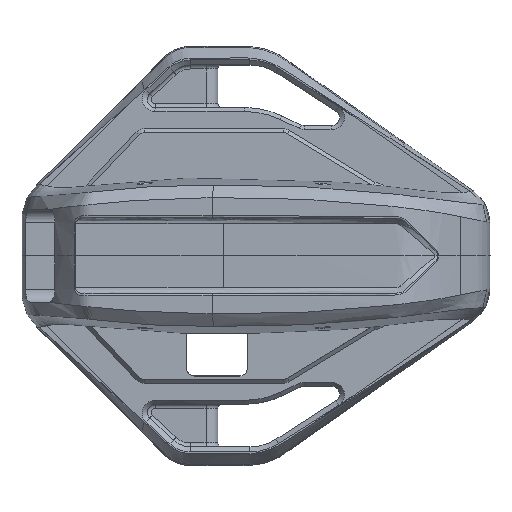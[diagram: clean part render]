
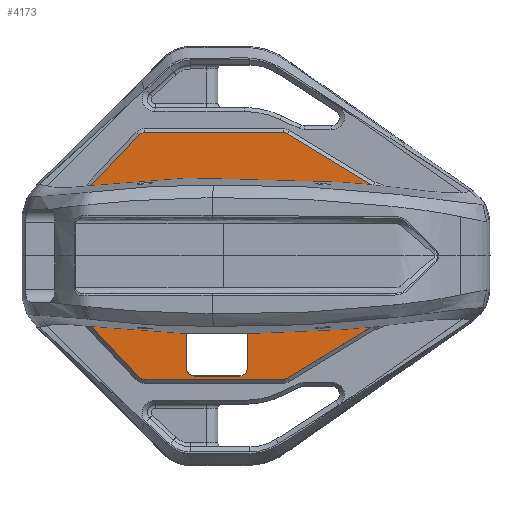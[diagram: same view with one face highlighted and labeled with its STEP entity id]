
A CAD part, top view. The second image highlights one B-rep face of the part: STEP entity #4173.
In plain terms, the highlighted planar face has unit normal (0, 0, -1).
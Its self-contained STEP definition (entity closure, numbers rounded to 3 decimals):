
#78=PLANE('',#4436);
#154=CIRCLE('',#4431,2.);
#155=CIRCLE('',#4434,2.);
#156=CIRCLE('',#4437,2.);
#157=CIRCLE('',#4438,2.);
#158=CIRCLE('',#4439,2.);
#159=CIRCLE('',#4440,2.);
#160=CIRCLE('',#4441,2.);
#161=CIRCLE('',#4442,2.);
#162=CIRCLE('',#4443,3.15);
#163=CIRCLE('',#4444,3.15);
#260=LINE('',#5931,#543);
#263=LINE('',#5969,#546);
#264=LINE('',#5972,#547);
#265=LINE('',#5974,#548);
#266=LINE('',#5978,#549);
#267=LINE('',#5982,#550);
#268=LINE('',#5986,#551);
#269=LINE('',#5990,#552);
#270=LINE('',#5994,#553);
#271=LINE('',#5998,#554);
#272=LINE('',#6000,#555);
#273=LINE('',#6004,#556);
#274=LINE('',#6006,#557);
#275=LINE('',#6010,#558);
#276=LINE('',#6011,#559);
#543=VECTOR('',#4704,10.);
#546=VECTOR('',#4713,10.);
#547=VECTOR('',#4716,10.);
#548=VECTOR('',#4717,10.);
#549=VECTOR('',#4720,10.);
#550=VECTOR('',#4723,10.);
#551=VECTOR('',#4726,10.);
#552=VECTOR('',#4729,10.);
#553=VECTOR('',#4732,10.);
#554=VECTOR('',#4735,10.);
#555=VECTOR('',#4736,10.);
#556=VECTOR('',#4739,10.);
#557=VECTOR('',#4740,10.);
#558=VECTOR('',#4743,10.);
#559=VECTOR('',#4744,10.);
#878=FACE_OUTER_BOUND('',#1129,.T.);
#1129=EDGE_LOOP('',(#2777,#2778,#2779,#2780,#2781,#2782,#2783,#2784,#2785,
#2786,#2787,#2788,#2789,#2790,#2791,#2792,#2793,#2794,#2795,#2796,#2797,
#2798,#2799,#2800,#2801));
#1675=VERTEX_POINT('',#5916);
#1676=VERTEX_POINT('',#5918);
#1678=VERTEX_POINT('',#5929);
#1680=VERTEX_POINT('',#5948);
#1683=VERTEX_POINT('',#5967);
#1684=VERTEX_POINT('',#5971);
#1685=VERTEX_POINT('',#5973);
#1686=VERTEX_POINT('',#5975);
#1687=VERTEX_POINT('',#5977);
#1688=VERTEX_POINT('',#5979);
#1689=VERTEX_POINT('',#5981);
#1690=VERTEX_POINT('',#5983);
#1691=VERTEX_POINT('',#5985);
#1692=VERTEX_POINT('',#5987);
#1693=VERTEX_POINT('',#5989);
#1694=VERTEX_POINT('',#5991);
#1695=VERTEX_POINT('',#5993);
#1696=VERTEX_POINT('',#5995);
#1697=VERTEX_POINT('',#5997);
#1698=VERTEX_POINT('',#5999);
#1699=VERTEX_POINT('',#6001);
#1700=VERTEX_POINT('',#6003);
#1701=VERTEX_POINT('',#6005);
#1702=VERTEX_POINT('',#6007);
#1703=VERTEX_POINT('',#6009);
#2095=EDGE_CURVE('',#1675,#1676,#154,.T.);
#2099=EDGE_CURVE('',#1675,#1678,#260,.T.);
#2102=EDGE_CURVE('',#1680,#1678,#155,.T.);
#2106=EDGE_CURVE('',#1680,#1683,#263,.T.);
#2107=EDGE_CURVE('',#1684,#1683,#264,.T.);
#2108=EDGE_CURVE('',#1685,#1684,#265,.T.);
#2109=EDGE_CURVE('',#1685,#1686,#156,.T.);
#2110=EDGE_CURVE('',#1687,#1686,#266,.T.);
#2111=EDGE_CURVE('',#1687,#1688,#157,.T.);
#2112=EDGE_CURVE('',#1689,#1688,#267,.T.);
#2113=EDGE_CURVE('',#1689,#1690,#158,.T.);
#2114=EDGE_CURVE('',#1691,#1690,#268,.T.);
#2115=EDGE_CURVE('',#1691,#1692,#159,.T.);
#2116=EDGE_CURVE('',#1693,#1692,#269,.T.);
#2117=EDGE_CURVE('',#1693,#1694,#160,.T.);
#2118=EDGE_CURVE('',#1695,#1694,#270,.T.);
#2119=EDGE_CURVE('',#1695,#1696,#161,.T.);
#2120=EDGE_CURVE('',#1697,#1696,#271,.T.);
#2121=EDGE_CURVE('',#1698,#1697,#272,.T.);
#2122=EDGE_CURVE('',#1699,#1698,#162,.T.);
#2123=EDGE_CURVE('',#1700,#1699,#273,.T.);
#2124=EDGE_CURVE('',#1701,#1700,#274,.T.);
#2125=EDGE_CURVE('',#1702,#1701,#163,.T.);
#2126=EDGE_CURVE('',#1703,#1702,#275,.T.);
#2127=EDGE_CURVE('',#1703,#1676,#276,.T.);
#2777=ORIENTED_EDGE('',*,*,#2106,.T.);
#2778=ORIENTED_EDGE('',*,*,#2107,.F.);
#2779=ORIENTED_EDGE('',*,*,#2108,.F.);
#2780=ORIENTED_EDGE('',*,*,#2109,.T.);
#2781=ORIENTED_EDGE('',*,*,#2110,.F.);
#2782=ORIENTED_EDGE('',*,*,#2111,.T.);
#2783=ORIENTED_EDGE('',*,*,#2112,.F.);
#2784=ORIENTED_EDGE('',*,*,#2113,.T.);
#2785=ORIENTED_EDGE('',*,*,#2114,.F.);
#2786=ORIENTED_EDGE('',*,*,#2115,.T.);
#2787=ORIENTED_EDGE('',*,*,#2116,.F.);
#2788=ORIENTED_EDGE('',*,*,#2117,.T.);
#2789=ORIENTED_EDGE('',*,*,#2118,.F.);
#2790=ORIENTED_EDGE('',*,*,#2119,.T.);
#2791=ORIENTED_EDGE('',*,*,#2120,.F.);
#2792=ORIENTED_EDGE('',*,*,#2121,.F.);
#2793=ORIENTED_EDGE('',*,*,#2122,.F.);
#2794=ORIENTED_EDGE('',*,*,#2123,.F.);
#2795=ORIENTED_EDGE('',*,*,#2124,.F.);
#2796=ORIENTED_EDGE('',*,*,#2125,.F.);
#2797=ORIENTED_EDGE('',*,*,#2126,.F.);
#2798=ORIENTED_EDGE('',*,*,#2127,.T.);
#2799=ORIENTED_EDGE('',*,*,#2095,.F.);
#2800=ORIENTED_EDGE('',*,*,#2099,.T.);
#2801=ORIENTED_EDGE('',*,*,#2102,.F.);
#4173=ADVANCED_FACE('',(#878),#78,.T.);
#4431=AXIS2_PLACEMENT_3D('',#5919,#4698,#4699);
#4434=AXIS2_PLACEMENT_3D('',#5950,#4708,#4709);
#4436=AXIS2_PLACEMENT_3D('',#5970,#4714,#4715);
#4437=AXIS2_PLACEMENT_3D('',#5976,#4718,#4719);
#4438=AXIS2_PLACEMENT_3D('',#5980,#4721,#4722);
#4439=AXIS2_PLACEMENT_3D('',#5984,#4724,#4725);
#4440=AXIS2_PLACEMENT_3D('',#5988,#4727,#4728);
#4441=AXIS2_PLACEMENT_3D('',#5992,#4730,#4731);
#4442=AXIS2_PLACEMENT_3D('',#5996,#4733,#4734);
#4443=AXIS2_PLACEMENT_3D('',#6002,#4737,#4738);
#4444=AXIS2_PLACEMENT_3D('',#6008,#4741,#4742);
#4698=DIRECTION('center_axis',(0.,0.,
-1.));
#4699=DIRECTION('ref_axis',(-0.707,-0.707,0.));
#4704=DIRECTION('',(1.,0.,0.));
#4708=DIRECTION('center_axis',(0.,0.,
-1.));
#4709=DIRECTION('ref_axis',(0.707,-0.707,0.));
#4713=DIRECTION('',(0.,1.,0.));
#4714=DIRECTION('center_axis',(0.,0.,
-1.));
#4715=DIRECTION('ref_axis',(0.,1.,0.));
#4716=DIRECTION('',(-1.,0.,0.));
#4717=DIRECTION('',(0.854,0.52,0.));
#4718=DIRECTION('center_axis',(0.,0.,
-1.));
#4719=DIRECTION('ref_axis',(0.27,-0.963,0.));
#4720=DIRECTION('',(1.,0.,0.));
#4721=DIRECTION('center_axis',(0.,0.,
-1.));
#4722=DIRECTION('ref_axis',(-0.397,-0.918,0.));
#4723=DIRECTION('',(0.685,-0.728,0.));
#4724=DIRECTION('center_axis',(0.,0.,
-1.));
#4725=DIRECTION('ref_axis',(-0.929,-0.371,0.));
#4726=DIRECTION('',(0.005,-1.,0.));
#4727=DIRECTION('center_axis',(0.,0.,
-1.));
#4728=DIRECTION('ref_axis',(-0.931,0.366,0.));
#4729=DIRECTION('',(-0.685,-0.728,0.));
#4730=DIRECTION('center_axis',(0.,0.,
-1.));
#4731=DIRECTION('ref_axis',(-0.397,0.918,0.));
#4732=DIRECTION('',(-1.,0.,0.));
#4733=DIRECTION('center_axis',(0.,0.,
-1.));
#4734=DIRECTION('ref_axis',(0.27,0.963,0.));
#4735=DIRECTION('',(-0.854,0.52,0.));
#4736=DIRECTION('',(1.,0.,0.));
#4737=DIRECTION('center_axis',(0.,0.,
-1.));
#4738=DIRECTION('ref_axis',(-1.,0.,0.));
#4739=DIRECTION('',(0.,1.,0.));
#4740=DIRECTION('',(0.,1.,0.));
#4741=DIRECTION('center_axis',(0.,0.,
-1.));
#4742=DIRECTION('ref_axis',(-1.,0.,0.));
#4743=DIRECTION('',(-1.,0.,0.));
#4744=DIRECTION('',(0.,-1.,0.));
#5916=CARTESIAN_POINT('',(-21.433,-30.504,21.12));
#5918=CARTESIAN_POINT('',(-23.433,-28.504,21.12));
#5919=CARTESIAN_POINT('Origin',(-21.433,-28.504,21.12));
#5929=CARTESIAN_POINT('',(-9.972,-30.504,21.12));
#5931=CARTESIAN_POINT('',(-5.535,-30.504,21.12));
#5948=CARTESIAN_POINT('',(-7.972,-28.504,21.12));
#5950=CARTESIAN_POINT('Origin',(-9.972,-28.504,21.12));
#5967=CARTESIAN_POINT('',(-7.972,-17.78,21.12));
#5969=CARTESIAN_POINT('',(-7.972,-9.951,21.12));
#5970=CARTESIAN_POINT('Origin',(-3.098,-0.13,21.12));
#5971=CARTESIAN_POINT('',(23.914,-17.78,21.12));
#5972=CARTESIAN_POINT('',(-18.398,-17.78,21.12));
#5973=CARTESIAN_POINT('',(2.146,-31.028,21.12));
#5974=CARTESIAN_POINT('',(23.914,-17.78,21.12));
#5975=CARTESIAN_POINT('',(1.106,-31.32,21.12));
#5976=CARTESIAN_POINT('Origin',(1.106,-29.32,21.12));
#5977=CARTESIAN_POINT('',(-34.063,-31.32,21.12));
#5978=CARTESIAN_POINT('',(1.667,-31.32,21.12));
#5979=CARTESIAN_POINT('',(-35.52,-30.69,21.12));
#5980=CARTESIAN_POINT('Origin',(-34.063,-29.32,21.12));
#5981=CARTESIAN_POINT('',(-50.804,-14.436,21.12));
#5982=CARTESIAN_POINT('',(-34.927,-31.32,21.12));
#5983=CARTESIAN_POINT('',(-51.347,-13.076,21.12));
#5984=CARTESIAN_POINT('Origin',(-49.347,-13.066,21.12));
#5985=CARTESIAN_POINT('',(-51.472,12.664,21.12));
#5986=CARTESIAN_POINT('',(-51.344,-13.863,21.12));
#5987=CARTESIAN_POINT('',(-50.929,14.044,21.12));
#5988=CARTESIAN_POINT('Origin',(-49.472,12.674,21.12));
#5989=CARTESIAN_POINT('',(-35.52,30.43,21.12));
#5990=CARTESIAN_POINT('',(-34.927,31.06,21.12));
#5991=CARTESIAN_POINT('',(-34.063,31.06,21.12));
#5992=CARTESIAN_POINT('Origin',(-34.063,29.06,21.12));
#5993=CARTESIAN_POINT('',(1.106,31.06,21.12));
#5994=CARTESIAN_POINT('',(1.667,31.06,21.12));
#5995=CARTESIAN_POINT('',(2.146,30.768,21.12));
#5996=CARTESIAN_POINT('Origin',(1.106,29.06,21.12));
#5997=CARTESIAN_POINT('',(23.914,17.52,21.12));
#5998=CARTESIAN_POINT('',(23.914,17.52,21.12));
#5999=CARTESIAN_POINT('',(-30.698,17.52,21.12));
#6000=CARTESIAN_POINT('',(-18.398,17.52,21.12));
#6001=CARTESIAN_POINT('',(-33.848,14.37,21.12));
#6002=CARTESIAN_POINT('Origin',(-30.698,14.37,21.12));
#6003=CARTESIAN_POINT('',(-33.848,-0.13,21.12));
#6004=CARTESIAN_POINT('',(-33.848,8.62,21.12));
#6005=CARTESIAN_POINT('',(-33.848,-14.63,21.12));
#6006=CARTESIAN_POINT('',(-33.848,-8.88,21.12));
#6007=CARTESIAN_POINT('',(-30.698,-17.78,21.12));
#6008=CARTESIAN_POINT('Origin',(-30.698,-14.63,21.12));
#6009=CARTESIAN_POINT('',(-23.433,-17.78,21.12));
#6010=CARTESIAN_POINT('',(-18.398,-17.78,21.12));
#6011=CARTESIAN_POINT('',(-23.433,-15.317,21.12));
